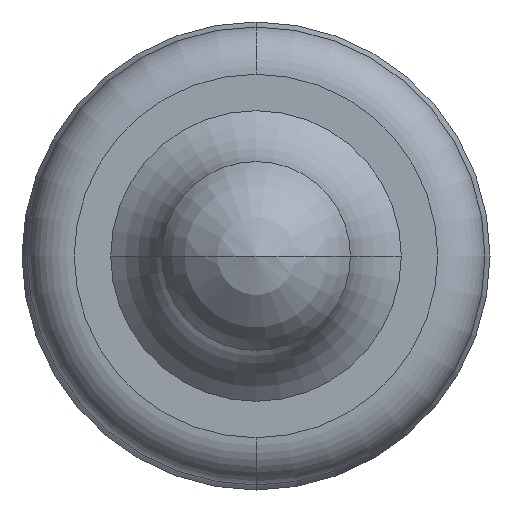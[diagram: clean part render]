
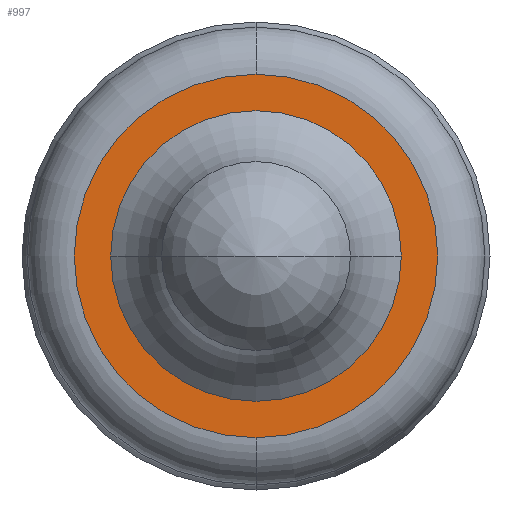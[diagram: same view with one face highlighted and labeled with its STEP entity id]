
A CAD part, front view. The second image highlights one B-rep face of the part: STEP entity #997.
In plain terms, the highlighted planar face has unit normal (0, -1, 0).
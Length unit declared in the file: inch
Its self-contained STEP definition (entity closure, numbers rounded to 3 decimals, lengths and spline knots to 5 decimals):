
#74 = CIRCLE ( 'NONE', #1497, 0.08407 ) ;
#79 = DIRECTION ( 'NONE',  ( 0., -1., 0. ) ) ;
#154 = CIRCLE ( 'NONE', #1098, 0.06721 ) ;
#202 = EDGE_CURVE ( 'NONE', #2826, #2063, #154, .T. ) ;
#253 = FACE_OUTER_BOUND ( 'NONE', #540, .T. ) ;
#267 = EDGE_CURVE ( 'NONE', #1428, #937, #74, .T. ) ;
#292 = AXIS2_PLACEMENT_3D ( 'NONE', #2151, #847, #2807 ) ;
#427 = PLANE ( 'NONE',  #2008 ) ;
#540 = EDGE_LOOP ( 'NONE', ( #1543, #2287 ) ) ;
#643 = EDGE_CURVE ( 'NONE', #2063, #2826, #1758, .T. ) ;
#690 = DIRECTION ( 'NONE',  ( 0., 0., 1. ) ) ;
#724 = CARTESIAN_POINT ( 'NONE',  ( 0., 0., 0. ) ) ;
#847 = DIRECTION ( 'NONE',  ( 0., -1., 0. ) ) ;
#882 = CARTESIAN_POINT ( 'NONE',  ( 0., 0., 0. ) ) ;
#898 = DIRECTION ( 'NONE',  ( 0., -1., 0. ) ) ;
#937 = VERTEX_POINT ( 'NONE', #2204 ) ;
#964 = CARTESIAN_POINT ( 'NONE',  ( 0., 0., 0. ) ) ;
#997 = ADVANCED_FACE ( 'NONE', ( #2625, #253 ), #427, .T. ) ;
#1000 = CARTESIAN_POINT ( 'NONE',  ( 0., 0., 0.08407 ) ) ;
#1098 = AXIS2_PLACEMENT_3D ( 'NONE', #964, #79, #2274 ) ;
#1113 = CARTESIAN_POINT ( 'NONE',  ( 0., 0., 0. ) ) ;
#1154 = ORIENTED_EDGE ( 'NONE', *, *, #202, .F. ) ;
#1327 = DIRECTION ( 'NONE',  ( 0., 1., 0. ) ) ;
#1428 = VERTEX_POINT ( 'NONE', #1000 ) ;
#1497 = AXIS2_PLACEMENT_3D ( 'NONE', #724, #2248, #2479 ) ;
#1543 = ORIENTED_EDGE ( 'NONE', *, *, #267, .F. ) ;
#1719 = ORIENTED_EDGE ( 'NONE', *, *, #643, .F. ) ;
#1749 = CIRCLE ( 'NONE', #2146, 0.08407 ) ;
#1758 = CIRCLE ( 'NONE', #292, 0.06721 ) ;
#2008 = AXIS2_PLACEMENT_3D ( 'NONE', #882, #898, #2175 ) ;
#2063 = VERTEX_POINT ( 'NONE', #2700 ) ;
#2146 = AXIS2_PLACEMENT_3D ( 'NONE', #1113, #1327, #690 ) ;
#2151 = CARTESIAN_POINT ( 'NONE',  ( 0., 0., 0. ) ) ;
#2175 = DIRECTION ( 'NONE',  ( 0., 0., -1. ) ) ;
#2204 = CARTESIAN_POINT ( 'NONE',  ( 0., 0., -0.08407 ) ) ;
#2248 = DIRECTION ( 'NONE',  ( 0., 1., 0. ) ) ;
#2274 = DIRECTION ( 'NONE',  ( 0., 0., 1. ) ) ;
#2287 = ORIENTED_EDGE ( 'NONE', *, *, #2609, .F. ) ;
#2323 = EDGE_LOOP ( 'NONE', ( #1719, #1154 ) ) ;
#2355 = CARTESIAN_POINT ( 'NONE',  ( 0.06721, 0., 0. ) ) ;
#2479 = DIRECTION ( 'NONE',  ( 0., 0., 1. ) ) ;
#2609 = EDGE_CURVE ( 'NONE', #937, #1428, #1749, .T. ) ;
#2625 = FACE_BOUND ( 'NONE', #2323, .T. ) ;
#2700 = CARTESIAN_POINT ( 'NONE',  ( -0.06721, 0., 0. ) ) ;
#2807 = DIRECTION ( 'NONE',  ( 0., 0., 1. ) ) ;
#2826 = VERTEX_POINT ( 'NONE', #2355 ) ;
